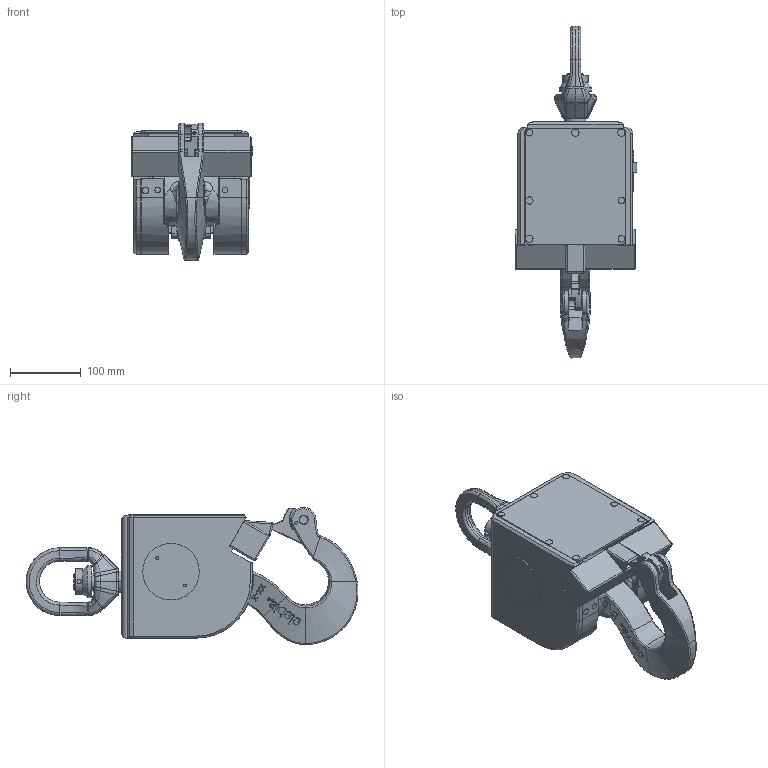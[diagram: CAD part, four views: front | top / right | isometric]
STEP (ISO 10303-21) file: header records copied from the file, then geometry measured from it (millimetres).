
FILE_DESCRIPTION((''),'2;1');
FILE_NAME('EVO5_SW0001','2013-03-14T',('ruben'),(''),'PRO/ENGINEER BY PARAMETRIC TECHNOLOGY CORPORATION, 2010020','PRO/ENGINEER BY PARAMETRIC TECHNOLOGY CORPORATION, 2010020','');
FILE_SCHEMA(('CONFIG_CONTROL_DESIGN'));
Products named in the file (1): EVO5_SW0001
Bounding box: 171.79 x 469.39 x 193.96 mm (x, y, z)
Volume: 3041368.5 mm3; surface area: 579890.1 mm2
Topology: 1 solids, 4 shells, 2760 faces, 7195 edges, 4561 vertices
Faces by surface type: plane 1531, cylinder 519, bspline 208, torus 173, cone 165, extrusion 146, sphere 18
Entity records: 108025 total; most frequent: CARTESIAN_POINT 44402, ORIENTED_EDGE 14338, DIRECTION 11298, EDGE_CURVE 7169, VERTEX_POINT 4561, AXIS2_PLACEMENT_3D 3808, VECTOR 3682, LINE 3536
